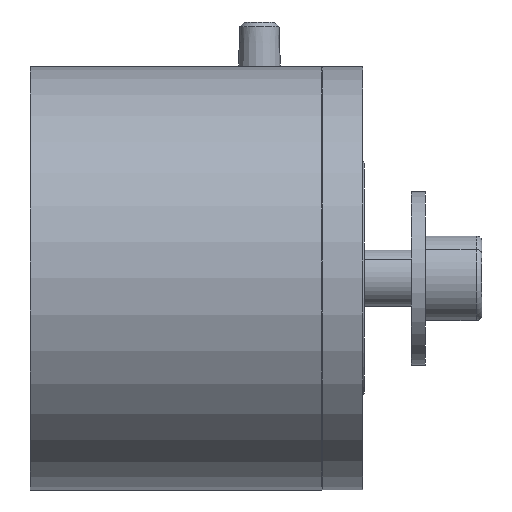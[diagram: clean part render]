
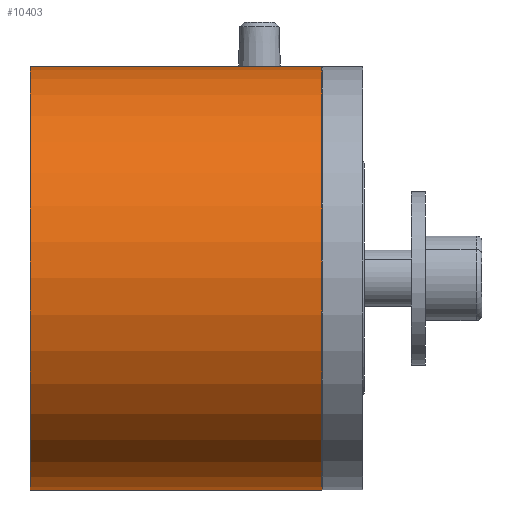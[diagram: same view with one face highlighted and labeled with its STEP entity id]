
A CAD part, front view. The second image highlights one B-rep face of the part: STEP entity #10403.
In plain terms, the highlighted cylindrical face has radius 45 mm (diameter 90 mm), a partial arc.
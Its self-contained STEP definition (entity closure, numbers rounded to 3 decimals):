
#167 = DIRECTION ( 'NONE',  ( -1., 0., 0. ) ) ;
#388 = DIRECTION ( 'NONE',  ( 0., 0., 1. ) ) ;
#1447 = VERTEX_POINT ( 'NONE', #4851 ) ;
#1566 = LINE ( 'NONE', #4686, #10103 ) ;
#2174 = ORIENTED_EDGE ( 'NONE', *, *, #14812, .T. ) ;
#2335 = ORIENTED_EDGE ( 'NONE', *, *, #9165, .T. ) ;
#2390 = DIRECTION ( 'NONE',  ( -1., 0., 0. ) ) ;
#2443 = VERTEX_POINT ( 'NONE', #8129 ) ;
#2514 = VERTEX_POINT ( 'NONE', #4504 ) ;
#3822 = CIRCLE ( 'NONE', #9380, 45. ) ;
#4504 = CARTESIAN_POINT ( 'NONE',  ( 62., 0., -45. ) ) ;
#4686 = CARTESIAN_POINT ( 'NONE',  ( -39.259, 0., 45. ) ) ;
#4851 = CARTESIAN_POINT ( 'NONE',  ( 0., 0., -45. ) ) ;
#5639 = DIRECTION ( 'NONE',  ( 0., 0., 1. ) ) ;
#6377 = AXIS2_PLACEMENT_3D ( 'NONE', #11474, #15228, #7976 ) ;
#6651 = EDGE_CURVE ( 'NONE', #2514, #1447, #10718, .T. ) ;
#7016 = DIRECTION ( 'NONE',  ( -1., 0., 0. ) ) ;
#7958 = FACE_OUTER_BOUND ( 'NONE', #15238, .T. ) ;
#7976 = DIRECTION ( 'NONE',  ( 0., 0., 1. ) ) ;
#8129 = CARTESIAN_POINT ( 'NONE',  ( 62., 0., 45. ) ) ;
#8708 = CYLINDRICAL_SURFACE ( 'NONE', #6377, 45. ) ;
#8733 = CARTESIAN_POINT ( 'NONE',  ( -39.259, 0., -45. ) ) ;
#9097 = ORIENTED_EDGE ( 'NONE', *, *, #6651, .F. ) ;
#9165 = EDGE_CURVE ( 'NONE', #2514, #2443, #10279, .T. ) ;
#9192 = CARTESIAN_POINT ( 'NONE',  ( 0., 0., 45. ) ) ;
#9380 = AXIS2_PLACEMENT_3D ( 'NONE', #11222, #12475, #388 ) ;
#9500 = ORIENTED_EDGE ( 'NONE', *, *, #14432, .F. ) ;
#9699 = VERTEX_POINT ( 'NONE', #9192 ) ;
#10103 = VECTOR ( 'NONE', #2390, 1000. ) ;
#10216 = CARTESIAN_POINT ( 'NONE',  ( 62., 0., 0. ) ) ;
#10279 = CIRCLE ( 'NONE', #12908, 45. ) ;
#10403 = ADVANCED_FACE ( 'NONE', ( #7958 ), #8708, .T. ) ;
#10718 = LINE ( 'NONE', #8733, #11099 ) ;
#11099 = VECTOR ( 'NONE', #167, 1000. ) ;
#11222 = CARTESIAN_POINT ( 'NONE',  ( 0., 0., 0. ) ) ;
#11474 = CARTESIAN_POINT ( 'NONE',  ( -39.259, 0., 0. ) ) ;
#12475 = DIRECTION ( 'NONE',  ( -1., 0., 0. ) ) ;
#12908 = AXIS2_PLACEMENT_3D ( 'NONE', #10216, #7016, #5639 ) ;
#14432 = EDGE_CURVE ( 'NONE', #1447, #9699, #3822, .T. ) ;
#14812 = EDGE_CURVE ( 'NONE', #2443, #9699, #1566, .T. ) ;
#15228 = DIRECTION ( 'NONE',  ( -1., 0., 0. ) ) ;
#15238 = EDGE_LOOP ( 'NONE', ( #9097, #2335, #2174, #9500 ) ) ;
